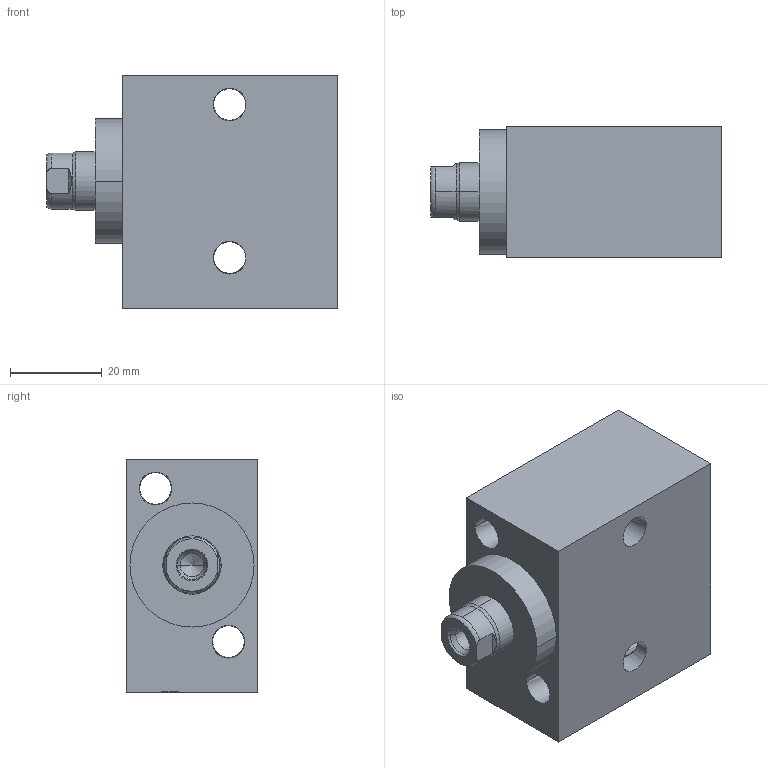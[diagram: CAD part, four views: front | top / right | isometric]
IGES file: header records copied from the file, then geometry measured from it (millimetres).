
Start section:  PTC IGES file: ilc20120800.igs
Global section: file name: ilc20120800.igs; native system: Pro/ENGINEER by Parametric Technology Corporation; preprocessor: 2004290; author: KR; organization: Unknown; date: 050406.140833; units: inch
Bounding box: 63.3 x 28.57 x 50.8 mm (x, y, z)
Surface area: 15227.8 mm2 (no closed solid volume)
Topology: 0 solids, 0 shells, 68 faces, 324 edges, 322 vertices
Faces by surface type: revolution 49, bspline 19
